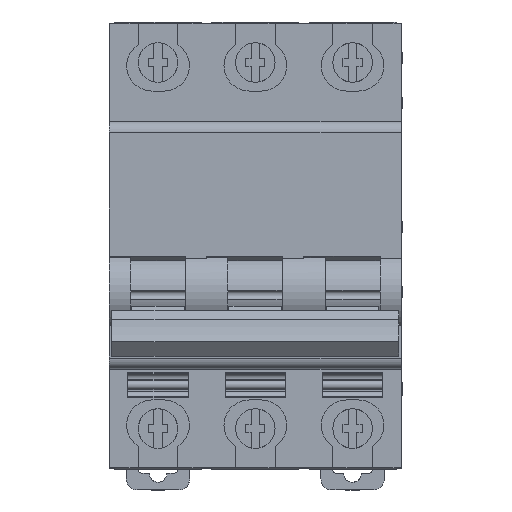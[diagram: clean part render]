
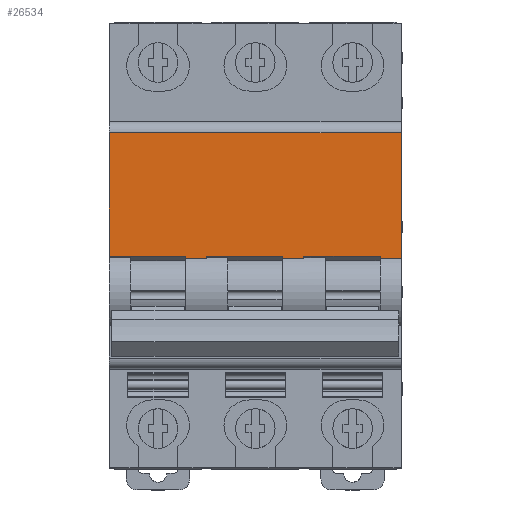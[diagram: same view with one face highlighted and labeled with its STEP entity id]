
A CAD part, top view. The second image highlights one B-rep face of the part: STEP entity #26534.
In plain terms, the highlighted planar face has unit normal (0, 0, 1).
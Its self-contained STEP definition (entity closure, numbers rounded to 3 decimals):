
#6=DIRECTION('',(0.,-1.,0.));
#7=VECTOR('',#6,22.475);
#8=CARTESIAN_POINT('',(-17.7,61.2,-3.313));
#9=LINE('',#8,#7);
#107=DIRECTION('',(-1.,0.,0.));
#108=VECTOR('',#107,53.1);
#109=CARTESIAN_POINT('',(35.4,61.2,-3.313));
#110=LINE('',#109,#108);
#1310=DIRECTION('',(0.,1.,0.));
#1311=VECTOR('',#1310,22.893);
#1312=CARTESIAN_POINT('',(35.4,38.307,-3.313));
#1313=LINE('',#1312,#1311);
#7417=DIRECTION('',(0.,1.,0.));
#7418=VECTOR('',#7417,0.418);
#7419=CARTESIAN_POINT('',(31.55,38.307,-3.313));
#7420=LINE('',#7419,#7418);
#7421=DIRECTION('',(-1.,0.,0.));
#7422=VECTOR('',#7421,13.85);
#7423=CARTESIAN_POINT('',(31.55,38.725,-3.313));
#7424=LINE('',#7423,#7422);
#7425=DIRECTION('',(0.,-1.,0.));
#7426=VECTOR('',#7425,0.418);
#7427=CARTESIAN_POINT('',(17.7,38.725,-3.313));
#7428=LINE('',#7427,#7426);
#7429=DIRECTION('',(0.,1.,0.));
#7430=VECTOR('',#7429,0.418);
#7431=CARTESIAN_POINT('',(13.85,38.307,-3.313));
#7432=LINE('',#7431,#7430);
#7433=DIRECTION('',(-1.,0.,0.));
#7434=VECTOR('',#7433,13.85);
#7435=CARTESIAN_POINT('',(13.85,38.725,-3.313));
#7436=LINE('',#7435,#7434);
#7437=DIRECTION('',(0.,-1.,0.));
#7438=VECTOR('',#7437,0.418);
#7439=CARTESIAN_POINT('',(0.,38.725,-3.313));
#7440=LINE('',#7439,#7438);
#7441=DIRECTION('',(0.,1.,0.));
#7442=VECTOR('',#7441,0.418);
#7443=CARTESIAN_POINT('',(-3.85,38.307,-3.313));
#7444=LINE('',#7443,#7442);
#7445=DIRECTION('',(-1.,0.,0.));
#7446=VECTOR('',#7445,13.85);
#7447=CARTESIAN_POINT('',(-3.85,38.725,-3.313));
#7448=LINE('',#7447,#7446);
#7449=DIRECTION('',(1.,0.,0.));
#7450=VECTOR('',#7449,3.85);
#7451=CARTESIAN_POINT('',(31.55,38.307,-3.313));
#7452=LINE('',#7451,#7450);
#7521=DIRECTION('',(1.,0.,0.));
#7522=VECTOR('',#7521,3.85);
#7523=CARTESIAN_POINT('',(13.85,38.307,-3.313));
#7524=LINE('',#7523,#7522);
#9970=DIRECTION('',(1.,0.,0.));
#9971=VECTOR('',#9970,3.85);
#9972=CARTESIAN_POINT('',(-3.85,38.307,-3.313));
#9973=LINE('',#9972,#9971);
#12476=CARTESIAN_POINT('',(-17.7,61.2,-3.313));
#12478=VERTEX_POINT('',#12476);
#12479=CARTESIAN_POINT('',(-17.7,38.725,-3.313));
#12480=VERTEX_POINT('',#12479);
#12575=CARTESIAN_POINT('',(35.4,61.2,-3.313));
#12576=VERTEX_POINT('',#12575);
#13058=CARTESIAN_POINT('',(35.4,38.307,-3.313));
#13060=VERTEX_POINT('',#13058);
#15022=CARTESIAN_POINT('',(-3.85,38.725,-3.313));
#15024=VERTEX_POINT('',#15022);
#15027=CARTESIAN_POINT('',(-3.85,38.307,-3.313));
#15028=VERTEX_POINT('',#15027);
#15035=CARTESIAN_POINT('',(31.55,38.307,-3.313));
#15036=VERTEX_POINT('',#15035);
#15037=CARTESIAN_POINT('',(31.55,38.725,-3.313));
#15038=VERTEX_POINT('',#15037);
#15039=CARTESIAN_POINT('',(17.7,38.725,-3.313));
#15040=VERTEX_POINT('',#15039);
#15041=CARTESIAN_POINT('',(17.7,38.307,-3.313));
#15042=VERTEX_POINT('',#15041);
#15043=CARTESIAN_POINT('',(13.85,38.307,-3.313));
#15044=VERTEX_POINT('',#15043);
#15045=CARTESIAN_POINT('',(13.85,38.725,-3.313));
#15046=VERTEX_POINT('',#15045);
#15047=CARTESIAN_POINT('',(0.,38.725,-3.313));
#15048=VERTEX_POINT('',#15047);
#15049=CARTESIAN_POINT('',(0.,38.307,-3.313));
#15050=VERTEX_POINT('',#15049);
#26504=CARTESIAN_POINT('',(-17.7,63.2,-3.313));
#26505=DIRECTION('',(0.,0.,1.));
#26506=DIRECTION('',(0.,-1.,0.));
#26507=AXIS2_PLACEMENT_3D('',#26504,#26505,#26506);
#26508=PLANE('',#26507);
#26509=ORIENTED_EDGE('',*,*,#16583,.F.);
#26510=ORIENTED_EDGE('',*,*,#18055,.F.);
#26512=ORIENTED_EDGE('',*,*,#26511,.F.);
#26514=ORIENTED_EDGE('',*,*,#26513,.T.);
#26516=ORIENTED_EDGE('',*,*,#26515,.T.);
#26518=ORIENTED_EDGE('',*,*,#26517,.T.);
#26520=ORIENTED_EDGE('',*,*,#26519,.F.);
#26522=ORIENTED_EDGE('',*,*,#26521,.T.);
#26524=ORIENTED_EDGE('',*,*,#26523,.T.);
#26526=ORIENTED_EDGE('',*,*,#26525,.T.);
#26528=ORIENTED_EDGE('',*,*,#26527,.F.);
#26529=ORIENTED_EDGE('',*,*,#26488,.T.);
#26530=ORIENTED_EDGE('',*,*,#26477,.T.);
#26531=ORIENTED_EDGE('',*,*,#16474,.F.);
#26532=EDGE_LOOP('',(#26509,#26510,#26512,#26514,#26516,#26518,#26520,#26522,
#26524,#26526,#26528,#26529,#26530,#26531));
#26533=FACE_OUTER_BOUND('',#26532,.F.);
#26534=ADVANCED_FACE('',(#26533),#26508,.T.);
#16474=EDGE_CURVE('',#12478,#12480,#9,.T.);
#16583=EDGE_CURVE('',#12576,#12478,#110,.T.);
#18055=EDGE_CURVE('',#13060,#12576,#1313,.T.);
#26477=EDGE_CURVE('',#15024,#12480,#7448,.T.);
#26488=EDGE_CURVE('',#15028,#15024,#7444,.T.);
#26511=EDGE_CURVE('',#15036,#13060,#7452,.T.);
#26513=EDGE_CURVE('',#15036,#15038,#7420,.T.);
#26515=EDGE_CURVE('',#15038,#15040,#7424,.T.);
#26517=EDGE_CURVE('',#15040,#15042,#7428,.T.);
#26519=EDGE_CURVE('',#15044,#15042,#7524,.T.);
#26521=EDGE_CURVE('',#15044,#15046,#7432,.T.);
#26523=EDGE_CURVE('',#15046,#15048,#7436,.T.);
#26525=EDGE_CURVE('',#15048,#15050,#7440,.T.);
#26527=EDGE_CURVE('',#15028,#15050,#9973,.T.);
